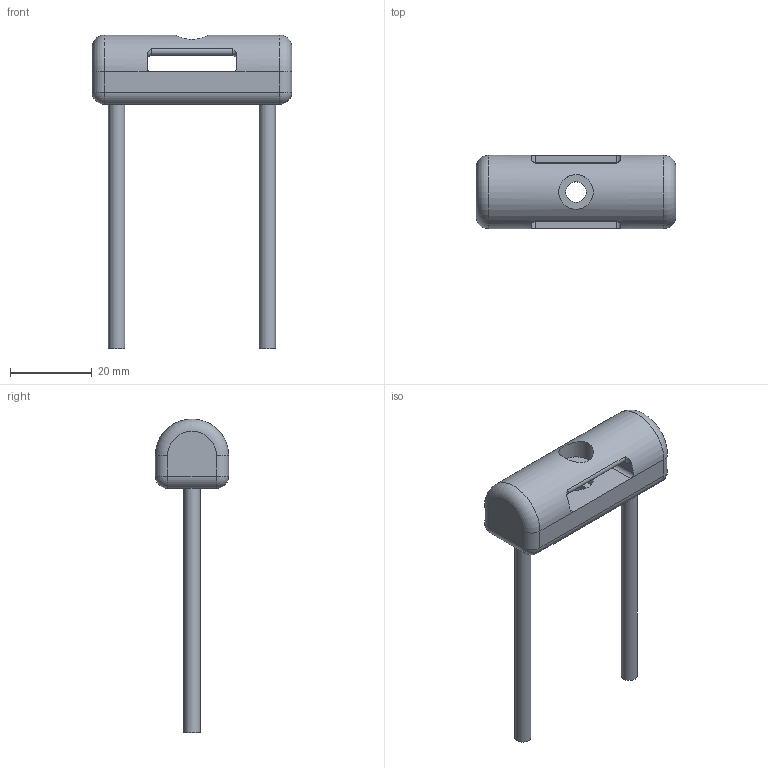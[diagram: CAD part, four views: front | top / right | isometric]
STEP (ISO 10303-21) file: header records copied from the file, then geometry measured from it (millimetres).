
FILE_DESCRIPTION(/* description */ (''),/* implementation_level */ '2;1');
FILE_NAME(/* name */ 'PAM_Attachment_top v2 v0.step',/* time_stamp */ '2024-05-29T09:51:45+02:00',/* author */ (''),/* organization */ (''),/* preprocessor_version */ 'ST-DEVELOPER v20',/* originating_system */ 'Autodesk Translation Framework v13.14.0.145',/* authorisation */ '');
FILE_SCHEMA (('AUTOMOTIVE_DESIGN { 1 0 10303 214 3 1 1 }'));
Length unit declared in the file: millimetre
Products named in the file (1): PAM_Attachment_top v2
Bounding box: 49 x 18 x 77 mm (x, y, z)
Volume: 12306.4 mm3; surface area: 5547.4 mm2
Topology: 1 solids, 1 shells, 42 faces, 98 edges, 59 vertices
Faces by surface type: cylinder 20, plane 12, torus 6, sphere 4
Full cylindrical faces by diameter (mm): 4 x2, 5 x1, 8.5 x2
Entity records: 1326 total; most frequent: CARTESIAN_POINT 306, DIRECTION 219, ORIENTED_EDGE 196, EDGE_CURVE 98, AXIS2_PLACEMENT_3D 88, VERTEX_POINT 59, EDGE_LOOP 49, CIRCLE 45
